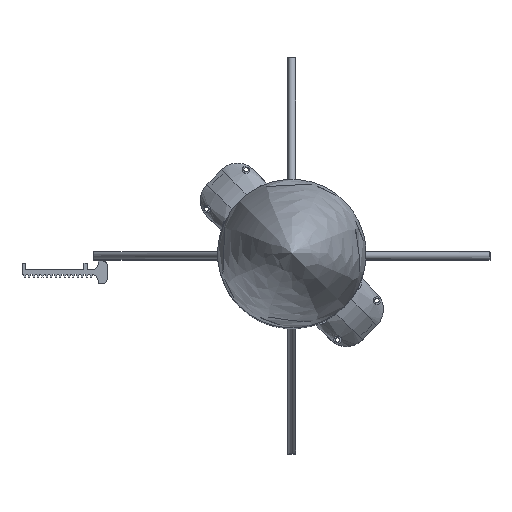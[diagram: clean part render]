
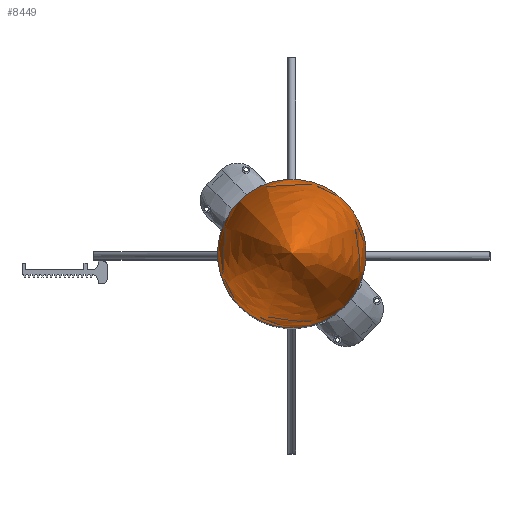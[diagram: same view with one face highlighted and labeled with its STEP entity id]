
A CAD part, top view. The second image highlights one B-rep face of the part: STEP entity #8449.
In plain terms, the highlighted free-form (B-spline) face has degree [3, 3] with [4, 19] control points.
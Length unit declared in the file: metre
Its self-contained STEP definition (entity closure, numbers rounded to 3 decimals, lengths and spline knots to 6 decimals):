
#10=VERTEX_LOOP('',#6263);
#1967=B_SPLINE_SURFACE_WITH_KNOTS('',3,3,((#17391,#17392,#17393,#17394,
#17395,#17396,#17397,#17398,#17399,#17400,#17401,#17402,#17403,#17404,#17405,
#17406,#17407,#17408,#17409),(#17410,#17411,#17412,#17413,#17414,#17415,
#17416,#17417,#17418,#17419,#17420,#17421,#17422,#17423,#17424,#17425,#17426,
#17427,#17428),(#17429,#17430,#17431,#17432,#17433,#17434,#17435,#17436,
#17437,#17438,#17439,#17440,#17441,#17442,#17443,#17444,#17445,#17446,#17447),
(#17448,#17449,#17450,#17451,#17452,#17453,#17454,#17455,#17456,#17457,
#17458,#17459,#17460,#17461,#17462,#17463,#17464,#17465,#17466)),
 .UNSPECIFIED.,.F.,.T.,.F.,(4,4),(1,1,1,1,1,1,1,1,1,1,1,1,1,1,1,1,1,1,1,
1,1,1,1),(0.,1.),(-1.178097,-0.785398,-0.392699,
0.,0.392699,0.785398,1.178097,1.570796,
1.963495,2.356194,2.748894,3.141593,3.534292,
3.926991,4.31969,4.712389,5.105088,5.497787,
5.890486,6.283185,6.675884,7.068583,7.461283),
 .UNSPECIFIED.);
#4287=ORIENTED_EDGE('',*,*,#5450,.F.);
#5450=EDGE_CURVE('',#6262,#6262,#6590,.T.);
#6262=VERTEX_POINT('',#17390);
#6263=VERTEX_POINT('',#17467);
#6590=CIRCLE('',#9355,0.03305);
#7213=EDGE_LOOP('',(#4287));
#7838=FACE_BOUND('',#7213,.T.);
#7839=FACE_BOUND('',#10,.T.);
#8449=ADVANCED_FACE('',(#7838,#7839),#1967,.F.);
#9355=AXIS2_PLACEMENT_3D('',#17389,#11612,#11613);
#11612=DIRECTION('',(0.,0.,-1.));
#11613=DIRECTION('',(-1.,0.,0.));
#17389=CARTESIAN_POINT('',(0.,0.,0.0175));
#17390=CARTESIAN_POINT('',(-0.03305,0.,0.0175));
#17391=CARTESIAN_POINT('',(0.,0.,0.1375));
#17392=CARTESIAN_POINT('',(0.,0.,0.1375));
#17393=CARTESIAN_POINT('',(0.,0.,0.1375));
#17394=CARTESIAN_POINT('',(0.,0.,0.1375));
#17395=CARTESIAN_POINT('',(0.,0.,0.1375));
#17396=CARTESIAN_POINT('',(0.,0.,0.1375));
#17397=CARTESIAN_POINT('',(0.,0.,0.1375));
#17398=CARTESIAN_POINT('',(0.,0.,0.1375));
#17399=CARTESIAN_POINT('',(0.,0.,0.1375));
#17400=CARTESIAN_POINT('',(0.,0.,0.1375));
#17401=CARTESIAN_POINT('',(0.,0.,0.1375));
#17402=CARTESIAN_POINT('',(0.,0.,0.1375));
#17403=CARTESIAN_POINT('',(0.,0.,0.1375));
#17404=CARTESIAN_POINT('',(0.,0.,0.1375));
#17405=CARTESIAN_POINT('',(0.,0.,0.1375));
#17406=CARTESIAN_POINT('',(0.,0.,0.1375));
#17407=CARTESIAN_POINT('',(0.,0.,0.1375));
#17408=CARTESIAN_POINT('',(0.,0.,0.1375));
#17409=CARTESIAN_POINT('',(0.,0.,0.1375));
#17410=CARTESIAN_POINT('',(0.017306,0.007168,0.113438));
#17411=CARTESIAN_POINT('',(0.018732,0.,0.113438));
#17412=CARTESIAN_POINT('',(0.017306,-0.007168,0.113438));
#17413=CARTESIAN_POINT('',(0.013245,-0.013245,0.113438));
#17414=CARTESIAN_POINT('',(0.007168,-0.017306,0.113438));
#17415=CARTESIAN_POINT('',(0.,-0.018732,0.113438));
#17416=CARTESIAN_POINT('',(-0.007168,-0.017306,0.113438));
#17417=CARTESIAN_POINT('',(-0.013245,-0.013245,0.113438));
#17418=CARTESIAN_POINT('',(-0.017306,-0.007168,0.113438));
#17419=CARTESIAN_POINT('',(-0.018732,0.,0.113438));
#17420=CARTESIAN_POINT('',(-0.017306,0.007168,0.113438));
#17421=CARTESIAN_POINT('',(-0.013245,0.013245,0.113438));
#17422=CARTESIAN_POINT('',(-0.007168,0.017306,0.113438));
#17423=CARTESIAN_POINT('',(0.,0.018732,0.113438));
#17424=CARTESIAN_POINT('',(0.007168,0.017306,0.113438));
#17425=CARTESIAN_POINT('',(0.013245,0.013245,0.113438));
#17426=CARTESIAN_POINT('',(0.017306,0.007168,0.113438));
#17427=CARTESIAN_POINT('',(0.018732,0.,0.113438));
#17428=CARTESIAN_POINT('',(0.017306,-0.007168,0.113438));
#17429=CARTESIAN_POINT('',(0.027749,0.011494,0.073438));
#17430=CARTESIAN_POINT('',(0.030035,0.,0.073438));
#17431=CARTESIAN_POINT('',(0.027749,-0.011494,0.073438));
#17432=CARTESIAN_POINT('',(0.021238,-0.021238,0.073438));
#17433=CARTESIAN_POINT('',(0.011494,-0.027749,0.073438));
#17434=CARTESIAN_POINT('',(0.,-0.030035,0.073438));
#17435=CARTESIAN_POINT('',(-0.011494,-0.027749,0.073438));
#17436=CARTESIAN_POINT('',(-0.021238,-0.021238,0.073438));
#17437=CARTESIAN_POINT('',(-0.027749,-0.011494,0.073438));
#17438=CARTESIAN_POINT('',(-0.030035,0.,0.073438));
#17439=CARTESIAN_POINT('',(-0.027749,0.011494,0.073438));
#17440=CARTESIAN_POINT('',(-0.021238,0.021238,0.073438));
#17441=CARTESIAN_POINT('',(-0.011494,0.027749,0.073438));
#17442=CARTESIAN_POINT('',(0.,0.030035,0.073438));
#17443=CARTESIAN_POINT('',(0.011494,0.027749,0.073438));
#17444=CARTESIAN_POINT('',(0.021238,0.021238,0.073438));
#17445=CARTESIAN_POINT('',(0.027749,0.011494,0.073438));
#17446=CARTESIAN_POINT('',(0.030035,0.,0.073438));
#17447=CARTESIAN_POINT('',(0.027749,-0.011494,0.073438));
#17448=CARTESIAN_POINT('',(0.031329,0.012977,0.0175));
#17449=CARTESIAN_POINT('',(0.03391,0.,0.0175));
#17450=CARTESIAN_POINT('',(0.031329,-0.012977,0.0175));
#17451=CARTESIAN_POINT('',(0.023978,-0.023978,0.0175));
#17452=CARTESIAN_POINT('',(0.012977,-0.031329,0.0175));
#17453=CARTESIAN_POINT('',(0.,-0.03391,0.0175));
#17454=CARTESIAN_POINT('',(-0.012977,-0.031329,0.0175));
#17455=CARTESIAN_POINT('',(-0.023978,-0.023978,0.0175));
#17456=CARTESIAN_POINT('',(-0.031329,-0.012977,0.0175));
#17457=CARTESIAN_POINT('',(-0.03391,0.,0.0175));
#17458=CARTESIAN_POINT('',(-0.031329,0.012977,0.0175));
#17459=CARTESIAN_POINT('',(-0.023978,0.023978,0.0175));
#17460=CARTESIAN_POINT('',(-0.012977,0.031329,0.0175));
#17461=CARTESIAN_POINT('',(0.,0.03391,0.0175));
#17462=CARTESIAN_POINT('',(0.012977,0.031329,0.0175));
#17463=CARTESIAN_POINT('',(0.023978,0.023978,0.0175));
#17464=CARTESIAN_POINT('',(0.031329,0.012977,0.0175));
#17465=CARTESIAN_POINT('',(0.03391,0.,0.0175));
#17466=CARTESIAN_POINT('',(0.031329,-0.012977,0.0175));
#17467=CARTESIAN_POINT('',(0.,0.,0.1375));
